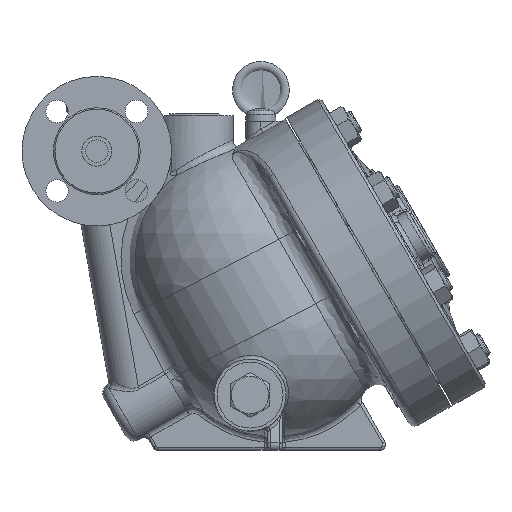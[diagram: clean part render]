
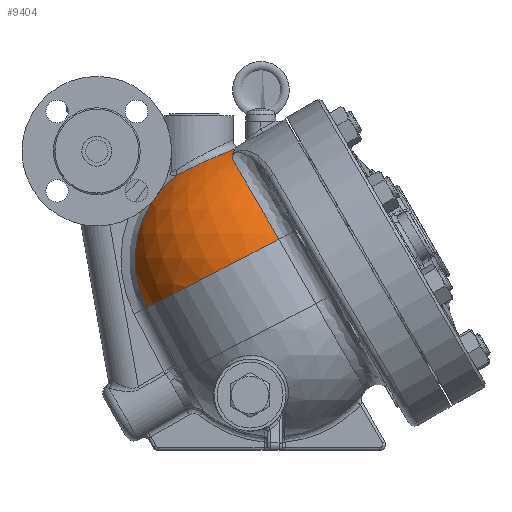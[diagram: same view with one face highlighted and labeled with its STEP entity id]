
A CAD part, front view. The second image highlights one B-rep face of the part: STEP entity #9404.
In plain terms, the highlighted spherical face has radius 75 mm.
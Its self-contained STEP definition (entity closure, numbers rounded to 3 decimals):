
#2790=CARTESIAN_POINT('',(25.401,-32.452,-4.841));
#2791=VERTEX_POINT('',#2790);
#2924=CARTESIAN_POINT('',(56.652,-69.219,-58.969));
#2925=VERTEX_POINT('',#2924);
#2926=CARTESIAN_POINT('',(55.978,0.,-57.803));
#2927=DIRECTION('',(0.866,0.,0.5));
#2928=DIRECTION('',(-0.01,-1.,0.017));
#2929=AXIS2_PLACEMENT_3D('',#2926,#2927,#2928);
#2930=CIRCLE('',#2929,69.232);
#2931=EDGE_CURVE('',#2791,#2925,#2930,.T.);
#4420=CARTESIAN_POINT('',(-31.633,-25.588,-104.587));
#4421=VERTEX_POINT('',#4420);
#4452=CARTESIAN_POINT('',(31.,0.0,-72.224));
#4453=DIRECTION('',(0.459,0.0,-0.888));
#4454=DIRECTION('',(-0.888,0.0,-0.459));
#4455=AXIS2_PLACEMENT_3D('',#4452,#4453,#4454);
#4456=CIRCLE('',#4455,75.);
#4457=EDGE_CURVE('',#2925,#4421,#4456,.T.);
#7623=CARTESIAN_POINT('',(27.249,-13.783,1.403));
#7624=VERTEX_POINT('',#7623);
#7648=CARTESIAN_POINT('',(25.623,-26.305,-2.194));
#7649=VERTEX_POINT('',#7648);
#7650=CARTESIAN_POINT('',(25.623,-26.305,-2.194));
#7651=CARTESIAN_POINT('',(26.154,-23.479,-1.092));
#7652=CARTESIAN_POINT('',(26.584,-20.46,-0.133));
#7653=CARTESIAN_POINT('',(26.914,-17.362,0.624));
#7654=CARTESIAN_POINT('',(27.04,-16.178,0.914));
#7655=CARTESIAN_POINT('',(27.151,-14.983,1.174));
#7656=CARTESIAN_POINT('',(27.249,-13.783,1.403));
#7657=B_SPLINE_CURVE_WITH_KNOTS('',3,(#7650,#7651,#7652,#7653,#7654,#7655,#7656),.UNSPECIFIED.,.F.,.U.,(4,3,4),(4.27,5.158,5.496),.UNSPECIFIED.);
#7658=EDGE_CURVE('',#7649,#7624,#7657,.T.);
#9111=CARTESIAN_POINT('',(25.401,-32.452,-4.841));
#9112=CARTESIAN_POINT('',(25.4,-32.432,-4.831));
#9113=CARTESIAN_POINT('',(25.399,-32.411,-4.821));
#9114=CARTESIAN_POINT('',(25.318,-30.728,-4.019));
#9115=CARTESIAN_POINT('',(25.319,-29.245,-3.381));
#9116=CARTESIAN_POINT('',(25.455,-27.435,-2.64));
#9117=CARTESIAN_POINT('',(25.519,-26.858,-2.41));
#9118=CARTESIAN_POINT('',(25.623,-26.305,-2.194));
#9119=B_SPLINE_CURVE_WITH_KNOTS('',3,(#9111,#9112,#9113,#9114,#9115,#9116,#9117,#9118),.UNSPECIFIED.,.F.,.U.,(4,2,2,4),(-0.007,0.0,0.553,0.796),.UNSPECIFIED.);
#9120=EDGE_CURVE('',#7649,#2791,#9119,.F.);
#9330=CARTESIAN_POINT('',(-11.609,-25.588,-16.057));
#9331=VERTEX_POINT('',#9330);
#9360=CARTESIAN_POINT('',(31.,-25.588,-72.224));
#9361=DIRECTION('',(0.0,1.,0.0));
#9362=DIRECTION('',(-0.984,0.0,0.178));
#9363=AXIS2_PLACEMENT_3D('',#9360,#9361,#9362);
#9364=CIRCLE('',#9363,70.5);
#9365=EDGE_CURVE('',#4421,#9331,#9364,.T.);
#9370=CARTESIAN_POINT('',(31.,0.0,-72.224));
#9371=DIRECTION('',(0.0,0.0,1.0));
#9372=DIRECTION('',(1.0,0.0,0.0));
#9373=AXIS2_PLACEMENT_3D('',#9370,#9371,#9372);
#9374=SPHERICAL_SURFACE('',#9373,75.0);
#9375=CARTESIAN_POINT('',(-11.609,-25.588,-16.057));
#9376=CARTESIAN_POINT('',(-10.4,-26.224,-15.429));
#9377=CARTESIAN_POINT('',(-8.527,-27.043,-14.473));
#9378=CARTESIAN_POINT('',(-5.964,-27.858,-13.196));
#9379=CARTESIAN_POINT('',(-3.334,-28.497,-11.908));
#9380=CARTESIAN_POINT('',(-0.636,-28.857,-10.617));
#9381=CARTESIAN_POINT('',(2.085,-28.93,-9.346));
#9382=CARTESIAN_POINT('',(4.347,-28.831,-8.304));
#9383=CARTESIAN_POINT('',(6.821,-28.518,-7.185));
#9384=CARTESIAN_POINT('',(10.41,-27.715,-5.59));
#9385=CARTESIAN_POINT('',(13.895,-26.388,-4.084));
#9386=CARTESIAN_POINT('',(17.151,-24.572,-2.709));
#9387=CARTESIAN_POINT('',(20.27,-22.412,-1.41));
#9388=CARTESIAN_POINT('',(22.729,-20.101,-0.407));
#9389=CARTESIAN_POINT('',(24.569,-17.879,0.334));
#9390=CARTESIAN_POINT('',(25.731,-16.324,0.8));
#9391=CARTESIAN_POINT('',(26.61,-14.939,1.15));
#9392=CARTESIAN_POINT('',(27.168,-13.931,1.371));
#9393=CARTESIAN_POINT('',(27.249,-13.783,1.403));
#9394=B_SPLINE_CURVE_WITH_KNOTS('',3,(#9375,#9376,#9377,#9378,#9379,#9380,#9381,#9382,#9383,#9384,#9385,#9386,#9387,#9388,#9389,#9390,#9391,#9392,#9393),.UNSPECIFIED.,.F.,.U.,(4,1,1,1,1,1,1,1,1,1,1,1,1,1,1,1,4),(11.19,11.665,11.902,12.14,12.615,12.852,13.089,13.406,13.722,14.356,14.672,14.989,15.622,15.78,15.938,16.255,16.309),.UNSPECIFIED.);
#9395=EDGE_CURVE('',#9331,#7624,#9394,.T.);
#9396=ORIENTED_EDGE('',*,*,#9395,.F.);
#9397=ORIENTED_EDGE('',*,*,#9365,.F.);
#9398=ORIENTED_EDGE('',*,*,#4457,.F.);
#9399=ORIENTED_EDGE('',*,*,#2931,.F.);
#9400=ORIENTED_EDGE('',*,*,#9120,.F.);
#9401=ORIENTED_EDGE('',*,*,#7658,.T.);
#9402=EDGE_LOOP('',(#9396,#9397,#9398,#9399,#9400,#9401));
#9403=FACE_OUTER_BOUND('',#9402,.T.);
#9404=ADVANCED_FACE('',(#9403),#9374,.T.);
